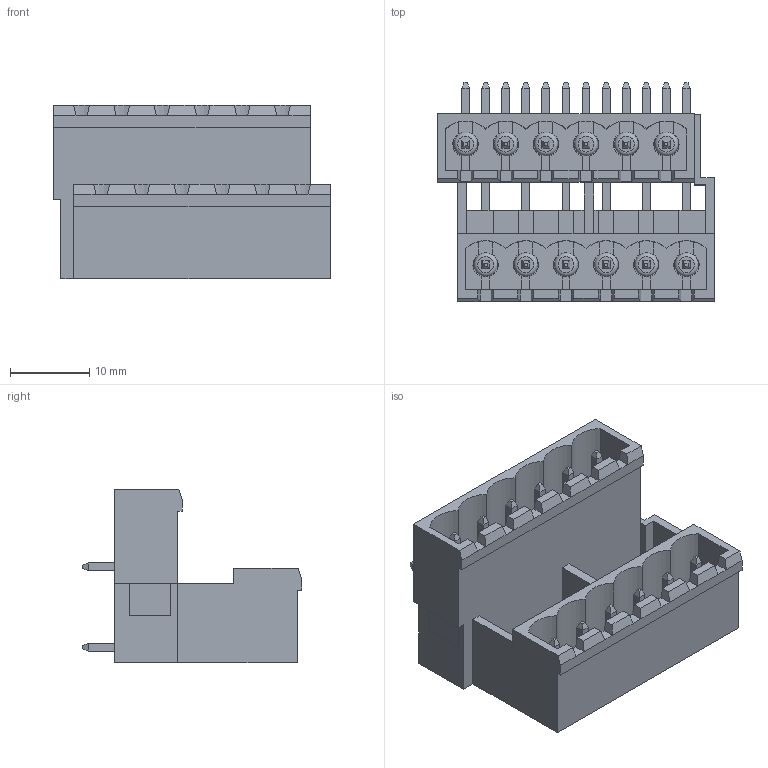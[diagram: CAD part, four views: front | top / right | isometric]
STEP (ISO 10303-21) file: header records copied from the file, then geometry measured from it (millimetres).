
FILE_DESCRIPTION( ( 'Unknown' ), '1' );
FILE_NAME( '691319510012.stp', 'Unknown', ( 'Unknown' ), ( 'Unknown' ), 'PSStep 18.0.17', 'Unknown', ' ' );
FILE_SCHEMA( ( 'AUTOMOTIVE_DESIGN { 1 0 10303 214 1 1 1 1 }' ) );
Length unit declared in the file: millimetre
Products named in the file (4): Assem1; 6913195100xx_PIN Longue; 6913195100xx_PIN Courte; 691319510012
Assembly tree (13 placements, depth 2):
  Assem1
    6913195100xx_PIN Longue  x6
    6913195100xx_PIN Courte  x6
    691319510012
Bounding box: 35.02 x 27.7 x 22 mm (x, y, z)
Volume: 4966.6 mm3; surface area: 9685.6 mm2
Topology: 13 solids, 13 shells, 658 faces, 1805 edges, 1163 vertices
Faces by surface type: plane 586, cylinder 60, torus 12
Full cylindrical faces by diameter (mm): 2.997 x6, 3 x6
Entity records: 19873 total; most frequent: CARTESIAN_POINT 2832, ORIENTED_EDGE 2798, DIRECTION 2539, EDGE_CURVE 1399, LINE 1263, VECTOR 1263, VERTEX_POINT 931, AXIS2_PLACEMENT_3D 638
